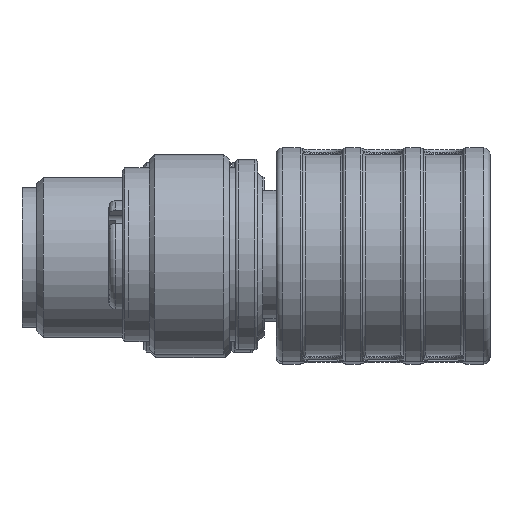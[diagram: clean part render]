
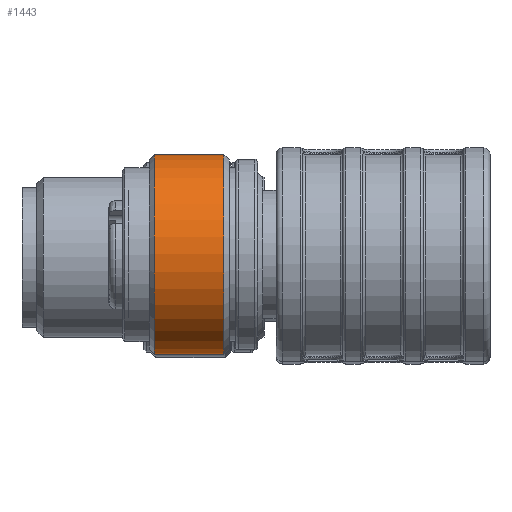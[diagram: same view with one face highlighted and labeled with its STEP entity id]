
A CAD part, top view. The second image highlights one B-rep face of the part: STEP entity #1443.
In plain terms, the highlighted cylindrical face has radius 7.5 mm (diameter 15 mm), a full revolution.
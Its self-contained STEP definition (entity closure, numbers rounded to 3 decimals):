
#980=CYLINDRICAL_SURFACE('',#6415,7.5);
#1146=FACE_BOUND('',#2305,.T.);
#1147=FACE_BOUND('',#2306,.T.);
#1443=ADVANCED_FACE('',(#1146,#1147),#980,.T.);
#2305=EDGE_LOOP('',(#3247));
#2306=EDGE_LOOP('',(#3248));
#3247=ORIENTED_EDGE('',*,*,#5186,.T.);
#3248=ORIENTED_EDGE('',*,*,#5185,.F.);
#4522=VERTEX_POINT('',#10045);
#4523=VERTEX_POINT('',#10048);
#5185=EDGE_CURVE('',#4522,#4522,#5864,.T.);
#5186=EDGE_CURVE('',#4523,#4523,#5865,.T.);
#5864=CIRCLE('',#6412,7.5);
#5865=CIRCLE('',#6414,7.5);
#6412=AXIS2_PLACEMENT_3D('',#10044,#7633,#7634);
#6414=AXIS2_PLACEMENT_3D('',#10047,#7637,#7638);
#6415=AXIS2_PLACEMENT_3D('',#10049,#7639,#7640);
#7633=DIRECTION('',(-1.,0.,0.));
#7634=DIRECTION('',(0.,0.,-1.));
#7637=DIRECTION('',(-1.,0.,0.));
#7638=DIRECTION('',(0.,0.,-1.));
#7639=DIRECTION('',(-1.,0.,0.));
#7640=DIRECTION('',(0.,0.,-1.));
#10044=CARTESIAN_POINT('',(32.9,50.,102.5));
#10045=CARTESIAN_POINT('',(32.9,50.,95.));
#10047=CARTESIAN_POINT('',(38.1,50.,102.5));
#10048=CARTESIAN_POINT('',(38.1,50.,95.));
#10049=CARTESIAN_POINT('',(30.5,50.,102.5));
